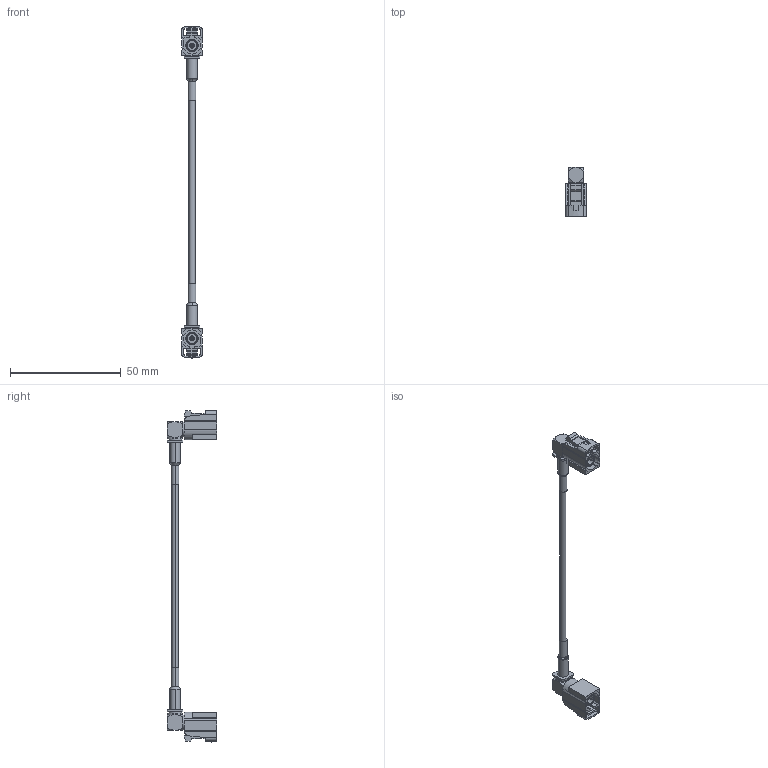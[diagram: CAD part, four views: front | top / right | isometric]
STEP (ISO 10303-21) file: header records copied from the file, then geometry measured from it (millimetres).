
FILE_DESCRIPTION (( 'STEP AP214' ), '1' );
FILE_NAME ('PE3C1966-HS.step', '2021-04-29T22:11:10', ( '' ), ( '' ), 'SwSTEP 2.0', 'SolidWorks 2020', '' );
FILE_SCHEMA (( 'AUTOMOTIVE_DESIGN' ));
Length unit declared in the file: inch
Products named in the file (4): PE44648Z^PE3C1966-HS_Z; Heatshrink boot^PE3C1966-HS; RG174AU^PE3C1966-HS_RG174A-U; PE3C1966-HS
Assembly tree (5 placements, depth 2):
  PE3C1966-HS
    RG174AU^PE3C1966-HS_RG174A-U
    PE44648Z^PE3C1966-HS_Z  x2
    Heatshrink boot^PE3C1966-HS  x2
Bounding box: 9.4 x 22.3 x 149.7 mm (x, y, z)
Volume: 4327.5 mm3; surface area: 6181 mm2
Topology: 11 solids, 11 shells, 1938 faces, 5622 edges, 3730 vertices
Faces by surface type: bspline 1042, cylinder 600, plane 242, cone 54
Entity records: 58355 total; most frequent: CARTESIAN_POINT 37858, ORIENTED_EDGE 5624, EDGE_CURVE 2812, DIRECTION 1927, VERTEX_POINT 1867, B_SPLINE_CURVE_WITH_KNOTS 1508, EDGE_LOOP 989, FACE_OUTER_BOUND 971
